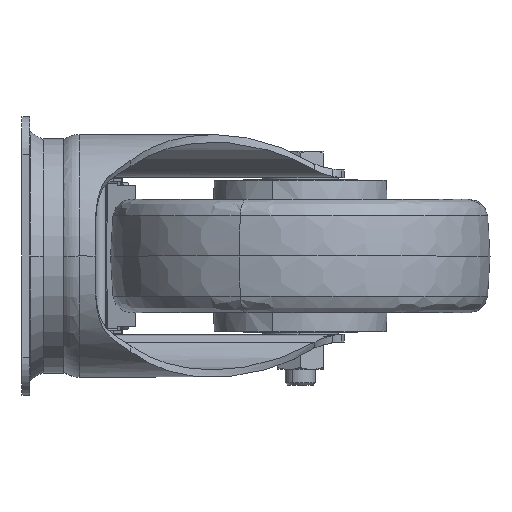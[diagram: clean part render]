
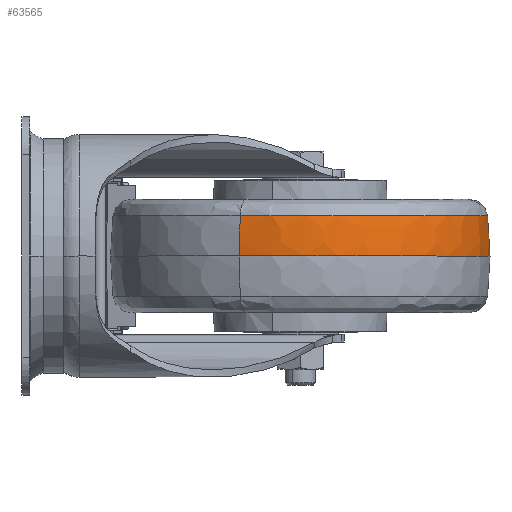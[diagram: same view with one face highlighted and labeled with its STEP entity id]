
A CAD part, left-side view. The second image highlights one B-rep face of the part: STEP entity #63565.
In plain terms, the highlighted toroidal (fillet/blend) face has major radius 24.98 mm and minor radius 100 mm.
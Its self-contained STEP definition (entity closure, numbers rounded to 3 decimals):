
#1464 = VERTEX_POINT ( 'NONE', #11516 ) ;
#1795 = DIRECTION ( 'NONE',  ( 0., 0., -1. ) ) ;
#2598 = CIRCLE ( 'NONE', #8292, 100. ) ;
#4734 = VERTEX_POINT ( 'NONE', #43292 ) ;
#5794 = DIRECTION ( 'NONE',  ( 0.947, -0.32, 0. ) ) ;
#6468 = CARTESIAN_POINT ( 'NONE',  ( 54., -110., 16.007 ) ) ;
#7286 = CIRCLE ( 'NONE', #56122, 75. ) ;
#8292 = AXIS2_PLACEMENT_3D ( 'NONE', #26810, #46867, #48529 ) ;
#8973 = DIRECTION ( 'NONE',  ( 0., 0., -1. ) ) ;
#11391 = AXIS2_PLACEMENT_3D ( 'NONE', #69816, #11762, #64467 ) ;
#11516 = CARTESIAN_POINT ( 'NONE',  ( -16.138, -86.287, 16.007 ) ) ;
#11644 = EDGE_CURVE ( 'NONE', #1464, #66831, #28038, .T. ) ;
#11762 = DIRECTION ( 'NONE',  ( 0., 0., -1. ) ) ;
#12332 = ORIENTED_EDGE ( 'NONE', *, *, #47903, .F. ) ;
#17081 = FACE_OUTER_BOUND ( 'NONE', #68871, .T. ) ;
#18357 = ORIENTED_EDGE ( 'NONE', *, *, #11644, .T. ) ;
#23013 = CARTESIAN_POINT ( 'NONE',  ( 124.138, -133.713, 16.007 ) ) ;
#24037 = EDGE_CURVE ( 'NONE', #37064, #4734, #2598, .T. ) ;
#26810 = CARTESIAN_POINT ( 'NONE',  ( 30.336, -102., 2.024 ) ) ;
#28038 = CIRCLE ( 'NONE', #40557, 100. ) ;
#29549 = CARTESIAN_POINT ( 'NONE',  ( -17.049, -85.979, 0. ) ) ;
#31880 = EDGE_CURVE ( 'NONE', #37064, #1464, #62927, .T. ) ;
#33184 = DIRECTION ( 'NONE',  ( -0.947, 0.32, 0. ) ) ;
#36136 = ORIENTED_EDGE ( 'NONE', *, *, #31880, .T. ) ;
#37064 = VERTEX_POINT ( 'NONE', #23013 ) ;
#40557 = AXIS2_PLACEMENT_3D ( 'NONE', #58804, #59157, #5794 ) ;
#40972 = CARTESIAN_POINT ( 'NONE',  ( 54., -110., 0. ) ) ;
#41691 = DIRECTION ( 'NONE',  ( -0.947, 0.32, 0. ) ) ;
#42089 = TOROIDAL_SURFACE ( 'NONE', #11391, -24.98, 100. ) ;
#43292 = CARTESIAN_POINT ( 'NONE',  ( 125.049, -134.021, 0. ) ) ;
#46567 = ORIENTED_EDGE ( 'NONE', *, *, #24037, .F. ) ;
#46867 = DIRECTION ( 'NONE',  ( 0.32, 0.947, 0. ) ) ;
#47903 = EDGE_CURVE ( 'NONE', #4734, #66831, #7286, .T. ) ;
#48529 = DIRECTION ( 'NONE',  ( -0.947, 0.32, 0. ) ) ;
#56122 = AXIS2_PLACEMENT_3D ( 'NONE', #40972, #8973, #41691 ) ;
#58804 = CARTESIAN_POINT ( 'NONE',  ( 77.664, -118., 2.024 ) ) ;
#59157 = DIRECTION ( 'NONE',  ( -0.32, -0.947, 0. ) ) ;
#62927 = CIRCLE ( 'NONE', #69775, 74.038 ) ;
#63565 = ADVANCED_FACE ( 'NONE', ( #17081 ), #42089, .T. ) ;
#64467 = DIRECTION ( 'NONE',  ( -0.947, 0.32, 0. ) ) ;
#66831 = VERTEX_POINT ( 'NONE', #29549 ) ;
#68871 = EDGE_LOOP ( 'NONE', ( #46567, #36136, #18357, #12332 ) ) ;
#69775 = AXIS2_PLACEMENT_3D ( 'NONE', #6468, #1795, #33184 ) ;
#69816 = CARTESIAN_POINT ( 'NONE',  ( 54., -110., 2.024 ) ) ;
